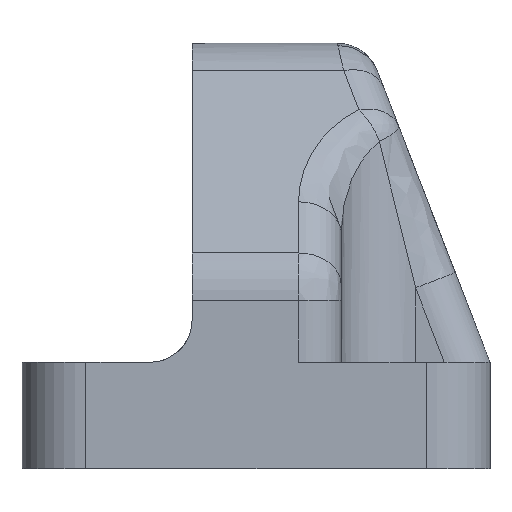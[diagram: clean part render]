
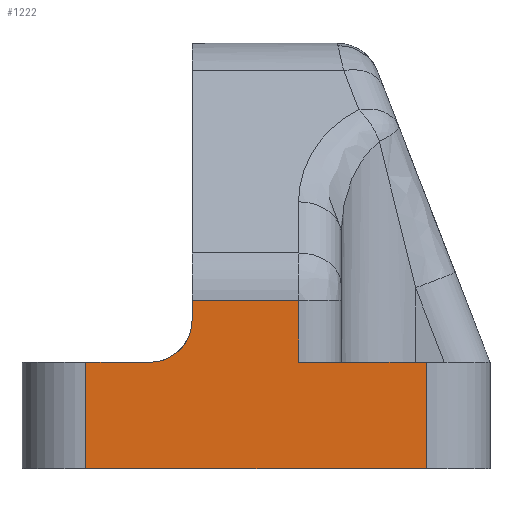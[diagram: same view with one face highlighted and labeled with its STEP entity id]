
A CAD part, left-side view. The second image highlights one B-rep face of the part: STEP entity #1222.
In plain terms, the highlighted planar face has unit normal (-1, 0, 0).
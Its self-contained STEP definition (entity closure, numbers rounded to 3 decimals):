
#35=PLANE('',#1350);
#122=LINE('',#2144,#206);
#124=LINE('',#2172,#208);
#126=LINE('',#2176,#210);
#128=LINE('',#2184,#212);
#129=LINE('',#2186,#213);
#130=LINE('',#2188,#214);
#131=LINE('',#2190,#215);
#132=LINE('',#2191,#216);
#206=VECTOR('',#1574,10.);
#208=VECTOR('',#1594,10.);
#210=VECTOR('',#1598,10.);
#212=VECTOR('',#1606,10.);
#213=VECTOR('',#1607,10.);
#214=VECTOR('',#1608,10.);
#215=VECTOR('',#1609,10.);
#216=VECTOR('',#1610,10.);
#324=FACE_OUTER_BOUND('',#399,.T.);
#399=EDGE_LOOP('',(#961,#962,#963,#964,#965,#966,#967,#968,#969));
#484=CIRCLE('',#1351,2.);
#572=VERTEX_POINT('',#2141);
#573=VERTEX_POINT('',#2143);
#580=VERTEX_POINT('',#2166);
#582=VERTEX_POINT('',#2175);
#584=VERTEX_POINT('',#2181);
#585=VERTEX_POINT('',#2183);
#586=VERTEX_POINT('',#2185);
#587=VERTEX_POINT('',#2187);
#588=VERTEX_POINT('',#2189);
#710=EDGE_CURVE('',#573,#572,#122,.T.);
#720=EDGE_CURVE('',#573,#580,#124,.T.);
#722=EDGE_CURVE('',#580,#582,#126,.T.);
#725=EDGE_CURVE('',#584,#572,#484,.T.);
#726=EDGE_CURVE('',#584,#585,#128,.T.);
#727=EDGE_CURVE('',#586,#585,#129,.T.);
#728=EDGE_CURVE('',#587,#586,#130,.T.);
#729=EDGE_CURVE('',#587,#588,#131,.T.);
#730=EDGE_CURVE('',#588,#582,#132,.T.);
#961=ORIENTED_EDGE('',*,*,#720,.F.);
#962=ORIENTED_EDGE('',*,*,#710,.T.);
#963=ORIENTED_EDGE('',*,*,#725,.F.);
#964=ORIENTED_EDGE('',*,*,#726,.T.);
#965=ORIENTED_EDGE('',*,*,#727,.F.);
#966=ORIENTED_EDGE('',*,*,#728,.F.);
#967=ORIENTED_EDGE('',*,*,#729,.T.);
#968=ORIENTED_EDGE('',*,*,#730,.T.);
#969=ORIENTED_EDGE('',*,*,#722,.F.);
#1222=ADVANCED_FACE('',(#324),#35,.T.);
#1350=AXIS2_PLACEMENT_3D('',#2180,#1602,#1603);
#1351=AXIS2_PLACEMENT_3D('',#2182,#1604,#1605);
#1574=DIRECTION('',(0.,0.,-1.));
#1594=DIRECTION('',(0.,-1.,0.));
#1598=DIRECTION('',(0.,0.,-1.));
#1602=DIRECTION('center_axis',(-1.,0.,0.));
#1603=DIRECTION('ref_axis',(0.,-1.,0.));
#1604=DIRECTION('center_axis',(-1.,0.,0.));
#1605=DIRECTION('ref_axis',(0.,-0.707,-0.707));
#1606=DIRECTION('',(0.,1.,0.));
#1607=DIRECTION('',(0.,0.,1.));
#1608=DIRECTION('',(0.,1.,0.));
#1609=DIRECTION('',(0.,0.,1.));
#1610=DIRECTION('',(0.,1.,0.));
#2141=CARTESIAN_POINT('',(-20.,3.,7.));
#2143=CARTESIAN_POINT('',(-20.,3.,7.914));
#2144=CARTESIAN_POINT('',(-20.,3.,7.799));
#2166=CARTESIAN_POINT('',(-20.,-2.,7.914));
#2172=CARTESIAN_POINT('',(-20.,-1.5,7.914));
#2175=CARTESIAN_POINT('',(-20.,-2.,5.));
#2176=CARTESIAN_POINT('',(-20.,-2.,10.25));
#2180=CARTESIAN_POINT('Origin',(-20.,8.,0.));
#2181=CARTESIAN_POINT('',(-20.,5.,5.));
#2182=CARTESIAN_POINT('Origin',(-20.,5.,7.));
#2183=CARTESIAN_POINT('',(-20.,8.,5.));
#2184=CARTESIAN_POINT('',(-20.,9.5,5.));
#2185=CARTESIAN_POINT('',(-20.,8.,0.));
#2186=CARTESIAN_POINT('',(-20.,8.,0.));
#2187=CARTESIAN_POINT('',(-20.,-8.,0.));
#2188=CARTESIAN_POINT('',(-20.,-8.,0.));
#2189=CARTESIAN_POINT('',(-20.,-8.,5.));
#2190=CARTESIAN_POINT('',(-20.,-8.,0.));
#2191=CARTESIAN_POINT('',(-20.,-0.432,5.));
